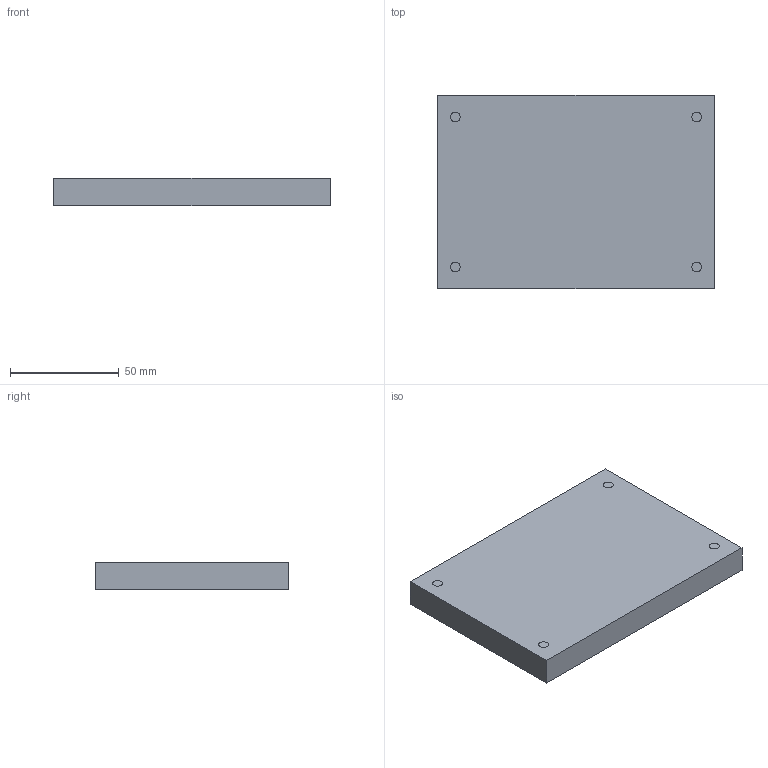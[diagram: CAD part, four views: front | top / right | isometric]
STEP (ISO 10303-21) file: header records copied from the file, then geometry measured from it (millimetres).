
FILE_DESCRIPTION(/* description */ ('STEP AP242','CAx-IF Rec.Pracs.---Representation and Presentation of Product Manufacturing Information (PMI)---4.0---2014-10-13','CAx-IF Rec.Pracs.---3D Tessellated Geometry---0.4---2014-09-14','2;1'),/* implementation_level */ '2;1');
FILE_NAME(/* name */ '66889d54d946de13b04cf242',/* time_stamp */ '2024-07-06T01:26:45Z',/* author */ (''),/* organization */ (''),/* preprocessor_version */ 'ST-DEVELOPER v20',/* originating_system */ ' ',/* authorisation */ ' ');
FILE_SCHEMA (('AP242_MANAGED_MODEL_BASED_3D_ENGINEERING_MIM_LF { 1 0 10303 442 1 1 4 }'));
Length unit declared in the file: metre
Products named in the file (4): Part 4; Part 3; Part 2; Part 1
Bounding box: 127 x 88.9 x 12.7 mm (x, y, z)
Surface area: 112848.3 mm2
Topology: 4 solids, 4 shells, 28 faces, 64 edges, 44 vertices
Faces by surface type: plane 24, cylinder 4
Full cylindrical faces by diameter (mm): 4.496 x4
Entity records: 845 total; most frequent: DIRECTION 128, CARTESIAN_POINT 128, ORIENTED_EDGE 112, EDGE_CURVE 56, LINE 48, VECTOR 48, VERTEX_POINT 40, EDGE_LOOP 40
